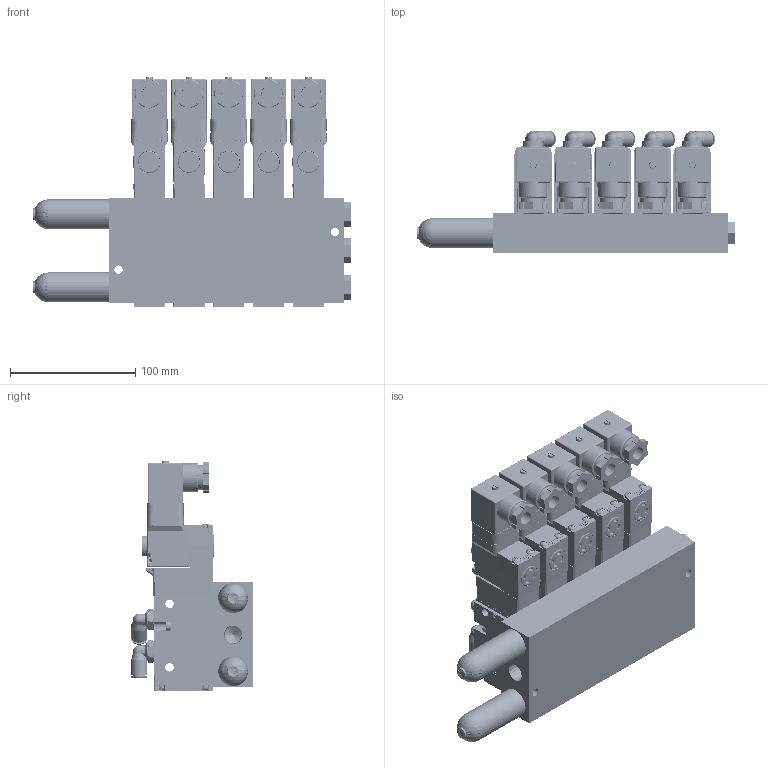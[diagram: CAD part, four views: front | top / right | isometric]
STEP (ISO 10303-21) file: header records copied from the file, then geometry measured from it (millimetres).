
FILE_DESCRIPTION((''),'2;1');
FILE_NAME('ILCP7101215','2024-02-21T07:56:49',('BCoats'),(''),'CREO PARAMETRIC BY PTC INC, 2021164','CREO PARAMETRIC BY PTC INC, 2021164','');
FILE_SCHEMA(('AUTOMOTIVE_DESIGN { 1 0 10303 214 1 1 1 1 }'));
Products named in the file (1): ILCP7101215
Bounding box: 253.94 x 97.46 x 184.1 mm (x, y, z)
Volume: 1644842.2 mm3; surface area: 266895.5 mm2
Topology: 6 solids, 6 shells, 6651 faces, 17760 edges, 11567 vertices
Faces by surface type: plane 3612, cylinder 1578, extrusion 710, cone 290, bspline 145, torus 132, sphere 104, revolution 80
Entity records: 314798 total; most frequent: CARTESIAN_POINT 103145, ORIENTED_EDGE 35380, DIRECTION 31110, EDGE_CURVE 17690, VERTEX_POINT 11563, VECTOR 11425, LINE 10715, AXIS2_PLACEMENT_3D 9801
